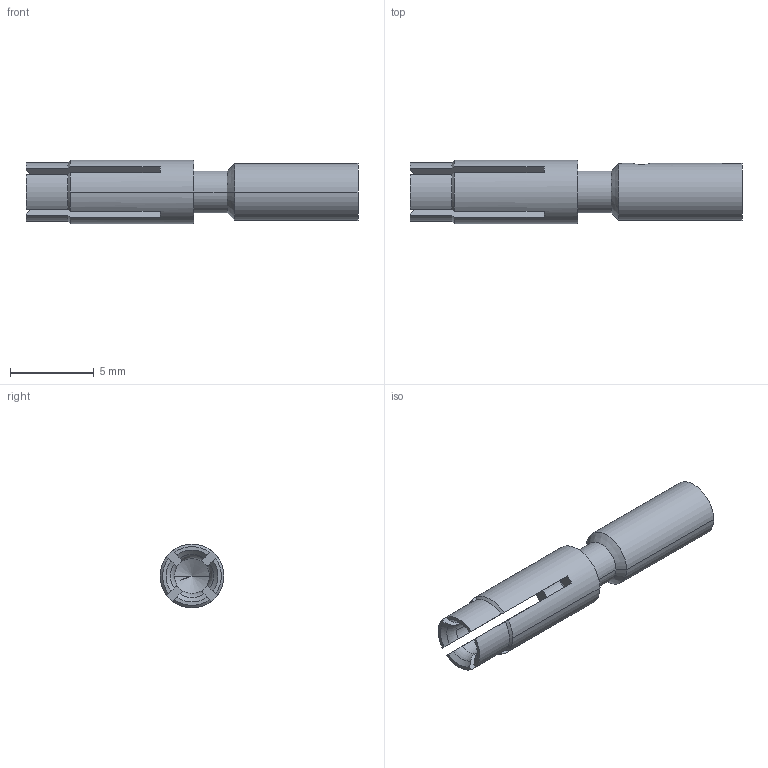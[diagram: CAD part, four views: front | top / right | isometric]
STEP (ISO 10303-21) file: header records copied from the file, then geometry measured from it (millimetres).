
FILE_DESCRIPTION((''),'2;1');
FILE_NAME('SC000260','2020-06-12T',('blink.zhou'),(''),'PRO/ENGINEER BY PARAMETRIC TECHNOLOGY CORPORATION, 2012230','PRO/ENGINEER BY PARAMETRIC TECHNOLOGY CORPORATION, 2012230','');
FILE_SCHEMA(('CONFIG_CONTROL_DESIGN'));
Length unit declared in the file: millimetre
Products named in the file (1): SC000260
Bounding box: 19.8 x 3.8 x 3.8 mm (x, y, z)
Volume: 109.1 mm3; surface area: 374.2 mm2
Topology: 1 solids, 1 shells, 54 faces, 152 edges, 96 vertices
Faces by surface type: plane 18, cylinder 16, cone 16, torus 4
Entity records: 1912 total; most frequent: CARTESIAN_POINT 510, ORIENTED_EDGE 296, DIRECTION 278, EDGE_CURVE 148, AXIS2_PLACEMENT_3D 108, VERTEX_POINT 96, VECTOR 62, LINE 62
